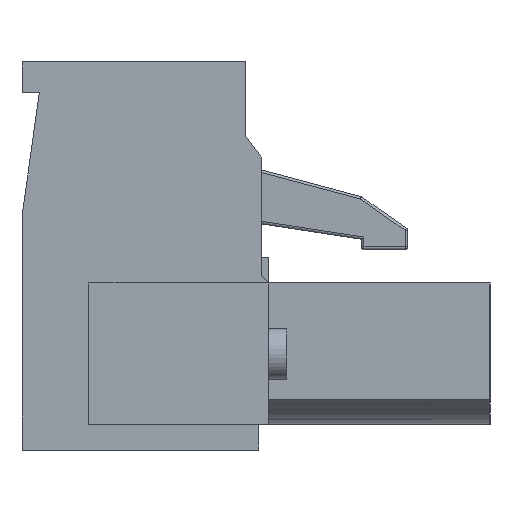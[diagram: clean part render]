
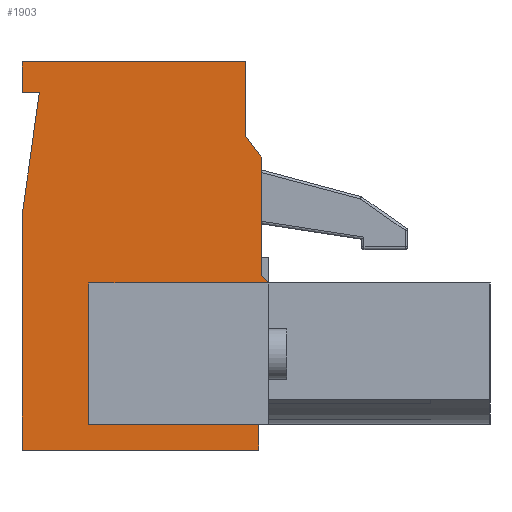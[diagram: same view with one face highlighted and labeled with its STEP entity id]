
A CAD part, left-side view. The second image highlights one B-rep face of the part: STEP entity #1903.
In plain terms, the highlighted planar face has unit normal (-1, 0, 0).
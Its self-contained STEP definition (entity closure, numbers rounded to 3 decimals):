
#1903 = ADVANCED_FACE( '', ( #4602 ), #4603, .F. );
#4602 = FACE_OUTER_BOUND( '', #8472, .T. );
#4603 = PLANE( '', #8473 );
#8472 = EDGE_LOOP( '', ( #13023, #13024, #13025, #13026, #13027, #13028, #13029, #13030, #13031, #13032, #13033, #13034, #13035, #13036 ) );
#8473 = AXIS2_PLACEMENT_3D( '', #13037, #13038, #13039 );
#13023 = ORIENTED_EDGE( '', *, *, #23846, .F. );
#13024 = ORIENTED_EDGE( '', *, *, #23819, .F. );
#13025 = ORIENTED_EDGE( '', *, *, #23847, .F. );
#13026 = ORIENTED_EDGE( '', *, *, #23651, .T. );
#13027 = ORIENTED_EDGE( '', *, *, #23848, .F. );
#13028 = ORIENTED_EDGE( '', *, *, #23849, .F. );
#13029 = ORIENTED_EDGE( '', *, *, #23850, .F. );
#13030 = ORIENTED_EDGE( '', *, *, #23851, .F. );
#13031 = ORIENTED_EDGE( '', *, *, #23852, .F. );
#13032 = ORIENTED_EDGE( '', *, *, #23853, .F. );
#13033 = ORIENTED_EDGE( '', *, *, #23854, .F. );
#13034 = ORIENTED_EDGE( '', *, *, #23855, .F. );
#13035 = ORIENTED_EDGE( '', *, *, #23856, .F. );
#13036 = ORIENTED_EDGE( '', *, *, #23857, .F. );
#13037 = CARTESIAN_POINT( '', ( -30., 0., 0. ) );
#13038 = DIRECTION( '', ( 1., 0., 0. ) );
#13039 = DIRECTION( '', ( 0., 0., -1. ) );
#23651 = EDGE_CURVE( '', #27739, #28431, #28433, .F. );
#23819 = EDGE_CURVE( '', #28724, #28725, #28726, .T. );
#23846 = EDGE_CURVE( '', #28725, #28770, #28771, .T. );
#23847 = EDGE_CURVE( '', #27739, #28724, #28772, .T. );
#23848 = EDGE_CURVE( '', #28773, #28431, #28774, .T. );
#23849 = EDGE_CURVE( '', #28775, #28773, #28776, .T. );
#23850 = EDGE_CURVE( '', #28777, #28775, #28778, .T. );
#23851 = EDGE_CURVE( '', #28779, #28777, #28780, .T. );
#23852 = EDGE_CURVE( '', #28781, #28779, #28782, .T. );
#23853 = EDGE_CURVE( '', #28783, #28781, #28784, .T. );
#23854 = EDGE_CURVE( '', #28785, #28783, #28786, .T. );
#23855 = EDGE_CURVE( '', #28787, #28785, #28788, .T. );
#23856 = EDGE_CURVE( '', #28789, #28787, #28790, .T. );
#23857 = EDGE_CURVE( '', #28770, #28789, #28791, .T. );
#27739 = VERTEX_POINT( '', #34329 );
#28431 = VERTEX_POINT( '', #35342 );
#28433 = LINE( '', #35345, #35346 );
#28724 = VERTEX_POINT( '', #35759 );
#28725 = VERTEX_POINT( '', #35760 );
#28726 = LINE( '', #35761, #35762 );
#28770 = VERTEX_POINT( '', #35832 );
#28771 = LINE( '', #35833, #35834 );
#28772 = LINE( '', #35835, #35836 );
#28773 = VERTEX_POINT( '', #35837 );
#28774 = LINE( '', #35838, #35839 );
#28775 = VERTEX_POINT( '', #35840 );
#28776 = LINE( '', #35841, #35842 );
#28777 = VERTEX_POINT( '', #35843 );
#28778 = LINE( '', #35844, #35845 );
#28779 = VERTEX_POINT( '', #35846 );
#28780 = LINE( '', #35847, #35848 );
#28781 = VERTEX_POINT( '', #35849 );
#28782 = LINE( '', #35850, #35851 );
#28783 = VERTEX_POINT( '', #35852 );
#28784 = LINE( '', #35853, #35854 );
#28785 = VERTEX_POINT( '', #35855 );
#28786 = LINE( '', #35856, #35857 );
#28787 = VERTEX_POINT( '', #35858 );
#28788 = LINE( '', #35859, #35860 );
#28789 = VERTEX_POINT( '', #35861 );
#28790 = LINE( '', #35862, #35863 );
#28791 = LINE( '', #35864, #35865 );
#34329 = CARTESIAN_POINT( '', ( -30., -0.3, 3.25 ) );
#35342 = CARTESIAN_POINT( '', ( -30., 0., 3.55 ) );
#35345 = CARTESIAN_POINT( '', ( -30., -1.775, 1.775 ) );
#35346 = VECTOR( '', #44085, 1000. );
#35759 = CARTESIAN_POINT( '', ( -30., 6.7, 3.25 ) );
#35760 = CARTESIAN_POINT( '', ( -30., 6.7, -2.25 ) );
#35761 = CARTESIAN_POINT( '', ( -30., 6.7, 3.25 ) );
#35762 = VECTOR( '', #44239, 1000. );
#35832 = CARTESIAN_POINT( '', ( -30., 0.1, -2.25 ) );
#35833 = CARTESIAN_POINT( '', ( -30., 6.7, -2.25 ) );
#35834 = VECTOR( '', #44265, 1000. );
#35835 = CARTESIAN_POINT( '', ( -30., -0.3, 3.25 ) );
#35836 = VECTOR( '', #44266, 1000. );
#35837 = CARTESIAN_POINT( '', ( -30., 0., 8.15 ) );
#35838 = CARTESIAN_POINT( '', ( -30., 0., 11.85 ) );
#35839 = VECTOR( '', #44267, 1000. );
#35840 = CARTESIAN_POINT( '', ( -30., 0.6, 8.95 ) );
#35841 = CARTESIAN_POINT( '', ( -30., -3.912, 2.934 ) );
#35842 = VECTOR( '', #44268, 1000. );
#35843 = CARTESIAN_POINT( '', ( -30., 0.6, 11.85 ) );
#35844 = CARTESIAN_POINT( '', ( -30., 0.6, 0. ) );
#35845 = VECTOR( '', #44269, 1000. );
#35846 = CARTESIAN_POINT( '', ( -30., 9.3, 11.85 ) );
#35847 = CARTESIAN_POINT( '', ( -30., 9.3, 11.85 ) );
#35848 = VECTOR( '', #44270, 1000. );
#35849 = CARTESIAN_POINT( '', ( -30., 9.3, 10.65 ) );
#35850 = CARTESIAN_POINT( '', ( -30., 9.3, -3.25 ) );
#35851 = VECTOR( '', #44271, 1000. );
#35852 = CARTESIAN_POINT( '', ( -30., 8.625, 10.65 ) );
#35853 = CARTESIAN_POINT( '', ( -30., 0., 10.65 ) );
#35854 = VECTOR( '', #44272, 1000. );
#35855 = CARTESIAN_POINT( '', ( -30., 9.3, 5.85 ) );
#35856 = CARTESIAN_POINT( '', ( -30., 9.926, 1.395 ) );
#35857 = VECTOR( '', #44273, 1000. );
#35858 = CARTESIAN_POINT( '', ( -30., 9.3, -3.25 ) );
#35859 = CARTESIAN_POINT( '', ( -30., 9.3, -3.25 ) );
#35860 = VECTOR( '', #44274, 1000. );
#35861 = CARTESIAN_POINT( '', ( -30., 0.1, -3.25 ) );
#35862 = CARTESIAN_POINT( '', ( -30., -8.9, -3.25 ) );
#35863 = VECTOR( '', #44275, 1000. );
#35864 = CARTESIAN_POINT( '', ( -30., 0.1, 0. ) );
#35865 = VECTOR( '', #44276, 1000. );
#44085 = DIRECTION( '', ( 0., -0.707, -0.707 ) );
#44239 = DIRECTION( '', ( 0., 0., -1. ) );
#44265 = DIRECTION( '', ( 0., -1., 0. ) );
#44266 = DIRECTION( '', ( 0., 1., 0. ) );
#44267 = DIRECTION( '', ( 0., 0., -1. ) );
#44268 = DIRECTION( '', ( 0., -0.6, -0.8 ) );
#44269 = DIRECTION( '', ( 0., 0., -1. ) );
#44270 = DIRECTION( '', ( 0., -1., 0. ) );
#44271 = DIRECTION( '', ( 0., 0., 1. ) );
#44272 = DIRECTION( '', ( 0., 1., 0. ) );
#44273 = DIRECTION( '', ( 0., -0.139, 0.99 ) );
#44274 = DIRECTION( '', ( 0., 0., 1. ) );
#44275 = DIRECTION( '', ( 0., 1., 0. ) );
#44276 = DIRECTION( '', ( 0., 0., -1. ) );
